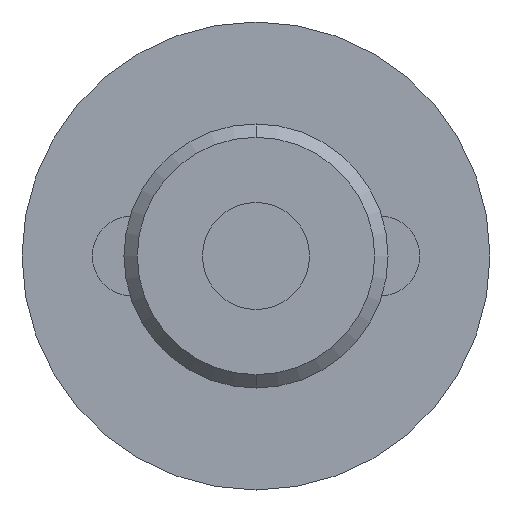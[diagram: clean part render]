
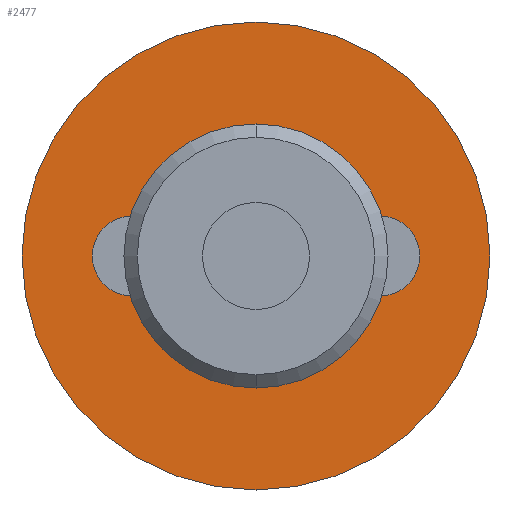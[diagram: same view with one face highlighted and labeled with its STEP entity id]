
A CAD part, front view. The second image highlights one B-rep face of the part: STEP entity #2477.
In plain terms, the highlighted planar face has unit normal (0, -1, 0).
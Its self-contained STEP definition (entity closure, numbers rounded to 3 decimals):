
#177 = AXIS2_PLACEMENT_3D ( 'NONE', #1493, #1488, #1487 ) ;
#184 = AXIS2_PLACEMENT_3D ( 'NONE', #1894, #1893, #1892 ) ;
#209 = AXIS2_PLACEMENT_3D ( 'NONE', #1040, #1505, #1357 ) ;
#211 = AXIS2_PLACEMENT_3D ( 'NONE', #3273, #3272, #3269 ) ;
#256 = AXIS2_PLACEMENT_3D ( 'NONE', #1930, #2125, #2032 ) ;
#265 = AXIS2_PLACEMENT_3D ( 'NONE', #1889, #1888, #1887 ) ;
#291 = AXIS2_PLACEMENT_3D ( 'NONE', #1962, #1961, #1960 ) ;
#300 = AXIS2_PLACEMENT_3D ( 'NONE', #1982, #1981, #1980 ) ;
#309 = AXIS2_PLACEMENT_3D ( 'NONE', #1495, #1491, #1485 ) ;
#310 = AXIS2_PLACEMENT_3D ( 'NONE', #1245, #1243, #1239 ) ;
#387 = EDGE_CURVE ( 'NONE', #4832, #4519, #3898, .T. ) ;
#443 = AXIS2_PLACEMENT_3D ( 'NONE', #1483, #1482, #1481 ) ;
#445 = AXIS2_PLACEMENT_3D ( 'NONE', #1067, #1061, #1043 ) ;
#463 = AXIS2_PLACEMENT_3D ( 'NONE', #1525, #1524, #1523 ) ;
#1040 = CARTESIAN_POINT ( 'NONE',  ( 0., 3.6, 0. ) ) ;
#1043 = DIRECTION ( 'NONE',  ( 0., 0., 1. ) ) ;
#1061 = DIRECTION ( 'NONE',  ( 0., 1., 0. ) ) ;
#1067 = CARTESIAN_POINT ( 'NONE',  ( -1.85, 3.6, 0. ) ) ;
#1239 = DIRECTION ( 'NONE',  ( 0., 0., 1. ) ) ;
#1243 = DIRECTION ( 'NONE',  ( 0., 1., 0. ) ) ;
#1245 = CARTESIAN_POINT ( 'NONE',  ( 0., 3.6, 0. ) ) ;
#1357 = DIRECTION ( 'NONE',  ( 0., 0., 1. ) ) ;
#1481 = DIRECTION ( 'NONE',  ( 0., 0., 1. ) ) ;
#1482 = DIRECTION ( 'NONE',  ( 0., 1., 0. ) ) ;
#1483 = CARTESIAN_POINT ( 'NONE',  ( 0., 3.6, 0. ) ) ;
#1485 = DIRECTION ( 'NONE',  ( 0., 0., 1. ) ) ;
#1487 = DIRECTION ( 'NONE',  ( 0., 0., 1. ) ) ;
#1488 = DIRECTION ( 'NONE',  ( 0., 1., 0. ) ) ;
#1491 = DIRECTION ( 'NONE',  ( 0., 1., 0. ) ) ;
#1493 = CARTESIAN_POINT ( 'NONE',  ( 0., 3.6, 0. ) ) ;
#1495 = CARTESIAN_POINT ( 'NONE',  ( -1.85, 3.6, 0. ) ) ;
#1505 = DIRECTION ( 'NONE',  ( 0., 1., 0. ) ) ;
#1523 = DIRECTION ( 'NONE',  ( 0., 0., 1. ) ) ;
#1524 = DIRECTION ( 'NONE',  ( 0., 1., 0. ) ) ;
#1525 = CARTESIAN_POINT ( 'NONE',  ( 1.85, 3.6, 0. ) ) ;
#1613 = FACE_OUTER_BOUND ( 'NONE', #4521, .T. ) ;
#1615 = FACE_BOUND ( 'NONE', #4660, .T. ) ;
#1644 = CIRCLE ( 'NONE', #177, 1.25 ) ;
#1674 = CIRCLE ( 'NONE', #445, 0.6 ) ;
#1708 = CIRCLE ( 'NONE', #209, 1.25 ) ;
#1768 = CIRCLE ( 'NONE', #463, 0.6 ) ;
#1794 = CIRCLE ( 'NONE', #443, 1.25 ) ;
#1804 = CIRCLE ( 'NONE', #310, 3.5 ) ;
#1810 = CIRCLE ( 'NONE', #309, 0.6 ) ;
#1866 = CIRCLE ( 'NONE', #256, 0.6 ) ;
#1887 = DIRECTION ( 'NONE',  ( 0., 0., 1. ) ) ;
#1888 = DIRECTION ( 'NONE',  ( 0., 1., 0. ) ) ;
#1889 = CARTESIAN_POINT ( 'NONE',  ( 0., 3.6, 0. ) ) ;
#1892 = DIRECTION ( 'NONE',  ( 0., 0., 1. ) ) ;
#1893 = DIRECTION ( 'NONE',  ( 0., 1., 0. ) ) ;
#1894 = CARTESIAN_POINT ( 'NONE',  ( 1.85, 3.6, 0. ) ) ;
#1930 = CARTESIAN_POINT ( 'NONE',  ( 1.85, 3.6, 0. ) ) ;
#1960 = DIRECTION ( 'NONE',  ( 0., 0., 1. ) ) ;
#1961 = DIRECTION ( 'NONE',  ( 0., 1., 0. ) ) ;
#1962 = CARTESIAN_POINT ( 'NONE',  ( -1.85, 3.6, 0. ) ) ;
#1980 = DIRECTION ( 'NONE',  ( 0., 0., 1. ) ) ;
#1981 = DIRECTION ( 'NONE',  ( 0., 1., 0. ) ) ;
#1982 = CARTESIAN_POINT ( 'NONE',  ( 0., 3.6, 0. ) ) ;
#2032 = DIRECTION ( 'NONE',  ( 0., 0., 1. ) ) ;
#2125 = DIRECTION ( 'NONE',  ( 0., 1., 0. ) ) ;
#2249 = EDGE_CURVE ( 'NONE', #4808, #4587, #3823, .T. ) ;
#2266 = EDGE_CURVE ( 'NONE', #4853, #4851, #3849, .T. ) ;
#2267 = EDGE_CURVE ( 'NONE', #4813, #4785, #3936, .T. ) ;
#2290 = EDGE_CURVE ( 'NONE', #4740, #4853, #1866, .T. ) ;
#2304 = EDGE_CURVE ( 'NONE', #4813, #4808, #1810, .T. ) ;
#2307 = EDGE_CURVE ( 'NONE', #4519, #4832, #1804, .T. ) ;
#2332 = EDGE_CURVE ( 'NONE', #4687, #4813, #1708, .T. ) ;
#2353 = EDGE_CURVE ( 'NONE', #4587, #4813, #1674, .T. ) ;
#2370 = EDGE_CURVE ( 'NONE', #4851, #4740, #1768, .T. ) ;
#2375 = EDGE_CURVE ( 'NONE', #4785, #4851, #1644, .T. ) ;
#2377 = EDGE_CURVE ( 'NONE', #4851, #4687, #1794, .T. ) ;
#2477 = ADVANCED_FACE ( 'NONE', ( #1613, #1615 ), #3281, .F. ) ;
#3269 = DIRECTION ( 'NONE',  ( 0., 0., 1. ) ) ;
#3272 = DIRECTION ( 'NONE',  ( 0., 1., 0. ) ) ;
#3273 = CARTESIAN_POINT ( 'NONE',  ( 3.5, 3.6, 0. ) ) ;
#3281 = PLANE ( 'NONE',  #211 ) ;
#3621 = ORIENTED_EDGE ( 'NONE', *, *, #2375, .T. ) ;
#3623 = ORIENTED_EDGE ( 'NONE', *, *, #2332, .T. ) ;
#3651 = ORIENTED_EDGE ( 'NONE', *, *, #2304, .T. ) ;
#3658 = ORIENTED_EDGE ( 'NONE', *, *, #2370, .T. ) ;
#3689 = ORIENTED_EDGE ( 'NONE', *, *, #387, .F. ) ;
#3725 = ORIENTED_EDGE ( 'NONE', *, *, #2377, .T. ) ;
#3745 = ORIENTED_EDGE ( 'NONE', *, *, #2266, .T. ) ;
#3790 = ORIENTED_EDGE ( 'NONE', *, *, #2353, .T. ) ;
#3808 = ORIENTED_EDGE ( 'NONE', *, *, #2307, .F. ) ;
#3823 = CIRCLE ( 'NONE', #291, 0.6 ) ;
#3849 = CIRCLE ( 'NONE', #184, 0.6 ) ;
#3895 = ORIENTED_EDGE ( 'NONE', *, *, #2249, .T. ) ;
#3898 = CIRCLE ( 'NONE', #300, 3.5 ) ;
#3910 = ORIENTED_EDGE ( 'NONE', *, *, #2290, .T. ) ;
#3927 = ORIENTED_EDGE ( 'NONE', *, *, #2267, .T. ) ;
#3936 = CIRCLE ( 'NONE', #265, 1.25 ) ;
#4117 = CARTESIAN_POINT ( 'NONE',  ( 1.25, 3.6, 0. ) ) ;
#4122 = CARTESIAN_POINT ( 'NONE',  ( 1.85, 3.6, -0.6 ) ) ;
#4130 = CARTESIAN_POINT ( 'NONE',  ( 0., 3.6, 3.5 ) ) ;
#4143 = CARTESIAN_POINT ( 'NONE',  ( -1.85, 3.6, -0.6 ) ) ;
#4147 = CARTESIAN_POINT ( 'NONE',  ( -1.25, 3.6, 0. ) ) ;
#4166 = CARTESIAN_POINT ( 'NONE',  ( 0., 3.6, 1.25 ) ) ;
#4189 = CARTESIAN_POINT ( 'NONE',  ( 0., 3.6, -1.25 ) ) ;
#4191 = CARTESIAN_POINT ( 'NONE',  ( 1.85, 3.6, 0.6 ) ) ;
#4216 = CARTESIAN_POINT ( 'NONE',  ( -1.85, 3.6, 0.6 ) ) ;
#4228 = CARTESIAN_POINT ( 'NONE',  ( 0., 3.6, -3.5 ) ) ;
#4519 = VERTEX_POINT ( 'NONE', #4228 ) ;
#4521 = EDGE_LOOP ( 'NONE', ( #3689, #3808 ) ) ;
#4587 = VERTEX_POINT ( 'NONE', #4216 ) ;
#4660 = EDGE_LOOP ( 'NONE', ( #3927, #3621, #3658, #3910, #3745, #3725, #3623, #3651, #3895, #3790 ) ) ;
#4687 = VERTEX_POINT ( 'NONE', #4189 ) ;
#4740 = VERTEX_POINT ( 'NONE', #4191 ) ;
#4785 = VERTEX_POINT ( 'NONE', #4166 ) ;
#4808 = VERTEX_POINT ( 'NONE', #4143 ) ;
#4813 = VERTEX_POINT ( 'NONE', #4147 ) ;
#4832 = VERTEX_POINT ( 'NONE', #4130 ) ;
#4851 = VERTEX_POINT ( 'NONE', #4117 ) ;
#4853 = VERTEX_POINT ( 'NONE', #4122 ) ;
